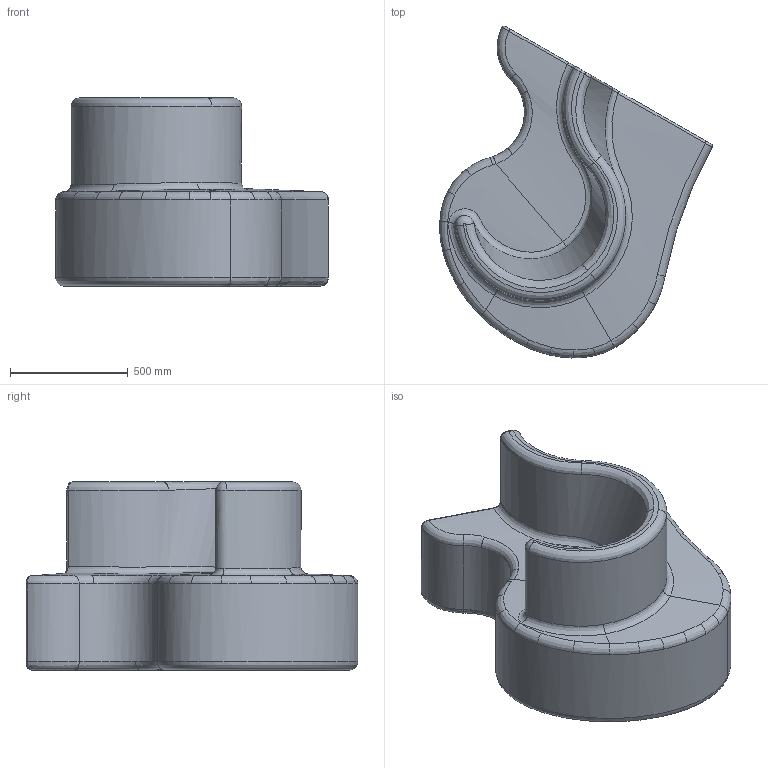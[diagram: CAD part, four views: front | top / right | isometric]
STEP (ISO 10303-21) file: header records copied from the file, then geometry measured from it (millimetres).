
FILE_DESCRIPTION (( 'STEP AP214' ), '1' );
FILE_NAME ('Cloverleaf end module left.STEP', '2024-04-03T09:01:12', ( '' ), ( '' ), 'SwSTEP 2.0', 'SolidWorks 2022', '' );
FILE_SCHEMA (( 'AUTOMOTIVE_DESIGN' ));
Length unit declared in the file: millimetre
Products named in the file (1): Cloverleaf end module left
Bounding box: 1160.42 x 1412.13 x 800 mm (x, y, z)
Surface area: 5362046 mm2 (no closed solid volume)
Topology: 0 solids, 1 shells, 289 faces, 676 edges, 400 vertices
Faces by surface type: bspline 245, plane 44
Entity records: 33645 total; most frequent: CARTESIAN_POINT 29756, ORIENTED_EDGE 1326, EDGE_CURVE 664, VERTEX_POINT 400, B_SPLINE_CURVE_WITH_KNOTS 343, EDGE_LOOP 321, ADVANCED_FACE 293, FACE_OUTER_BOUND 293
